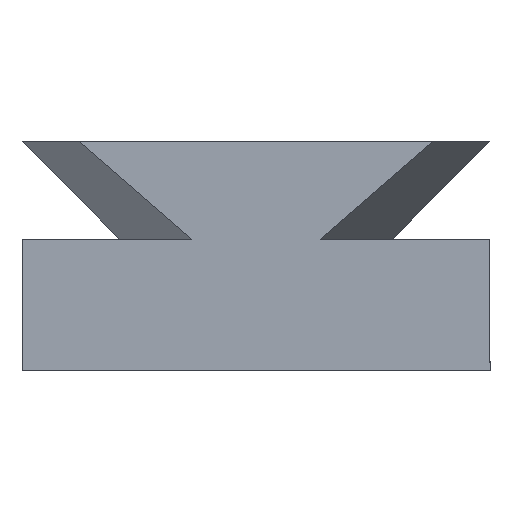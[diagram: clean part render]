
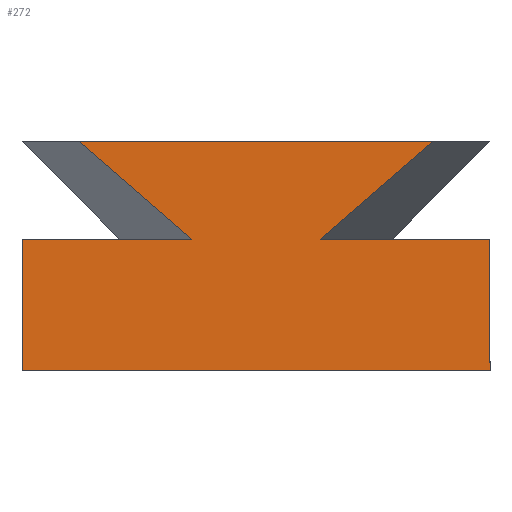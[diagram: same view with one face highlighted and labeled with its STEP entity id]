
A CAD part, left-side view. The second image highlights one B-rep face of the part: STEP entity #272.
In plain terms, the highlighted planar face has unit normal (-1, 0, 0).
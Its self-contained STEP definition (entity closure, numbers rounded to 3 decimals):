
#26=FACE_OUTER_BOUND('',#40,.T.);
#40=EDGE_LOOP('',(#231,#232,#233,#234,#235,#236,#237,#238));
#43=LINE('',#382,#79);
#50=LINE('',#396,#86);
#52=LINE('',#402,#88);
#59=LINE('',#415,#95);
#62=LINE('',#421,#98);
#74=LINE('',#443,#110);
#77=LINE('',#449,#113);
#78=LINE('',#450,#114);
#79=VECTOR('',#316,10.);
#86=VECTOR('',#325,1.);
#88=VECTOR('',#329,1.);
#95=VECTOR('',#338,1.);
#98=VECTOR('',#345,1.);
#110=VECTOR('',#363,1.);
#113=VECTOR('',#372,1.);
#114=VECTOR('',#373,1.);
#115=VERTEX_POINT('',#380);
#116=VERTEX_POINT('',#381);
#120=VERTEX_POINT('',#390);
#122=VERTEX_POINT('',#394);
#123=VERTEX_POINT('',#398);
#125=VERTEX_POINT('',#401);
#130=VERTEX_POINT('',#413);
#138=VERTEX_POINT('',#439);
#139=EDGE_CURVE('',#115,#116,#43,.T.);
#146=EDGE_CURVE('',#120,#122,#50,.T.);
#148=EDGE_CURVE('',#125,#123,#52,.T.);
#155=EDGE_CURVE('',#122,#130,#59,.T.);
#158=EDGE_CURVE('',#120,#123,#62,.T.);
#170=EDGE_CURVE('',#138,#125,#74,.T.);
#173=EDGE_CURVE('',#116,#130,#77,.T.);
#174=EDGE_CURVE('',#115,#138,#78,.T.);
#231=ORIENTED_EDGE('',*,*,#155,.T.);
#232=ORIENTED_EDGE('',*,*,#173,.F.);
#233=ORIENTED_EDGE('',*,*,#139,.F.);
#234=ORIENTED_EDGE('',*,*,#174,.T.);
#235=ORIENTED_EDGE('',*,*,#170,.T.);
#236=ORIENTED_EDGE('',*,*,#148,.T.);
#237=ORIENTED_EDGE('',*,*,#158,.F.);
#238=ORIENTED_EDGE('',*,*,#146,.T.);
#258=PLANE('',#309);
#272=ADVANCED_FACE('',(#26),#258,.T.);
#309=AXIS2_PLACEMENT_3D('',#448,#370,#371);
#316=DIRECTION('',(0.,1.,0.));
#325=DIRECTION('',(0.,-0.756,-0.655));
#329=DIRECTION('',(0.,-0.756,0.655));
#338=DIRECTION('',(0.,1.,0.));
#345=DIRECTION('',(0.,-1.,0.));
#363=DIRECTION('',(0.,1.,0.));
#370=DIRECTION('center_axis',(-1.,0.,0.));
#371=DIRECTION('ref_axis',(0.,-1.,0.));
#372=DIRECTION('',(0.,0.,1.));
#373=DIRECTION('',(0.,0.,1.));
#380=CARTESIAN_POINT('',(-3.9,-0.9,-0.055));
#381=CARTESIAN_POINT('',(-3.9,0.9,-0.055));
#382=CARTESIAN_POINT('',(-3.9,0.45,-0.055));
#390=CARTESIAN_POINT('',(-3.9,0.68,0.825));
#394=CARTESIAN_POINT('',(-3.9,0.247,0.45));
#396=CARTESIAN_POINT('',(-3.9,0.285,0.482));
#398=CARTESIAN_POINT('',(-3.9,-0.68,0.825));
#401=CARTESIAN_POINT('',(-3.9,-0.247,0.45));
#402=CARTESIAN_POINT('',(-3.9,0.113,0.138));
#413=CARTESIAN_POINT('',(-3.9,0.9,0.45));
#415=CARTESIAN_POINT('',(-3.9,0.713,0.45));
#421=CARTESIAN_POINT('',(-3.9,-0.9,0.825));
#439=CARTESIAN_POINT('',(-3.9,-0.9,0.45));
#443=CARTESIAN_POINT('',(-3.9,0.188,0.45));
#448=CARTESIAN_POINT('Origin',(-3.9,0.9,0.));
#449=CARTESIAN_POINT('',(-3.9,0.9,0.));
#450=CARTESIAN_POINT('',(-3.9,-0.9,0.));
